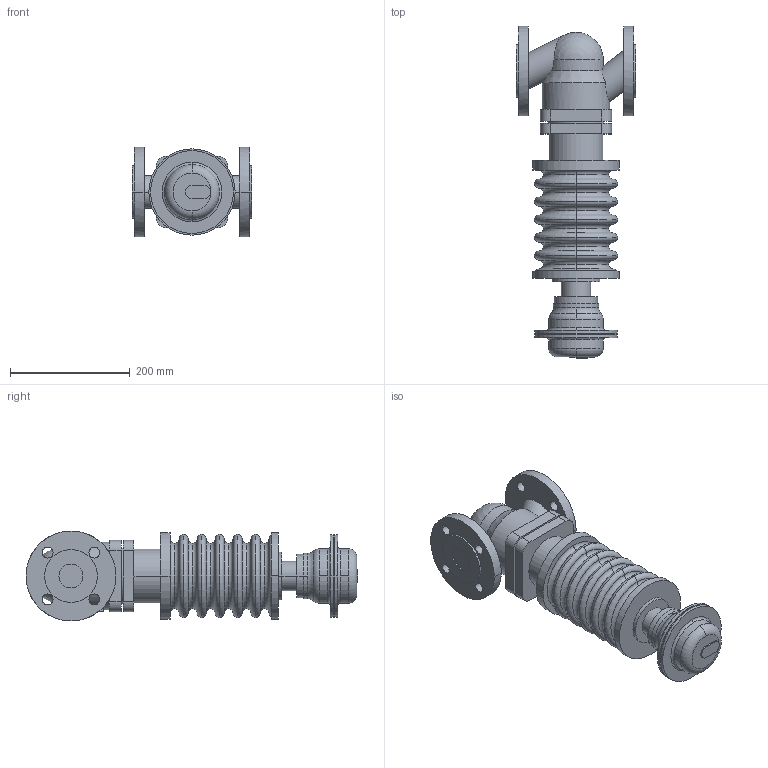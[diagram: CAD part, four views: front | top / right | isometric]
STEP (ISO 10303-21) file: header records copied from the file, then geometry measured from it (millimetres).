
FILE_DESCRIPTION( ( '' ), '1' );
FILE_NAME( 'c000005499.stp', '2014-10-10T08:14:39', ( '' ), ( '' ), ' ', ' ', ' ' );
FILE_SCHEMA( ( 'CONFIG_CONTROL_DESIGN' ) );
Length unit declared in the file: millimetre
Products named in the file (2): 1; 2
Bounding box: 200 x 553.5 x 150 mm (x, y, z)
Volume: 5776001.8 mm3; surface area: 405971.5 mm2
Topology: 2 solids, 2 shells, 188 faces, 452 edges, 290 vertices
Faces by surface type: cylinder 76, torus 56, plane 53, cone 2, sphere 1
Entity records: 6147 total; most frequent: CARTESIAN_POINT 1405, DIRECTION 1104, ORIENTED_EDGE 900, AXIS2_PLACEMENT_3D 480, EDGE_CURVE 450, VERTEX_POINT 290, CIRCLE 284, EDGE_LOOP 228
